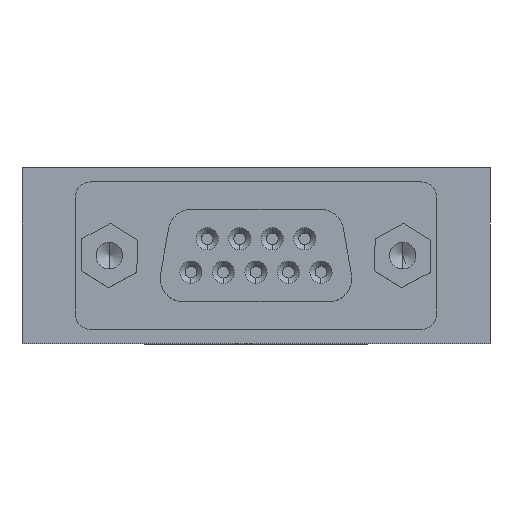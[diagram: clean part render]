
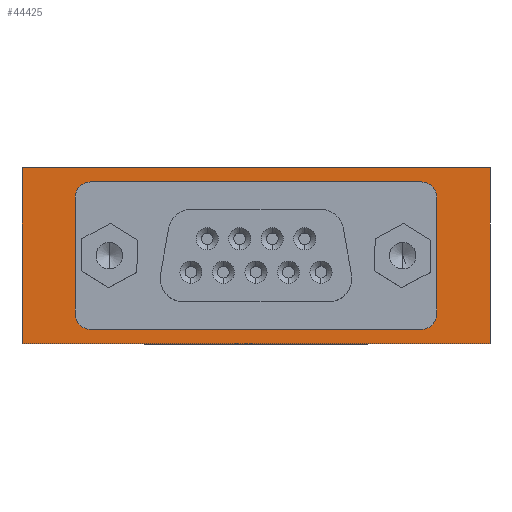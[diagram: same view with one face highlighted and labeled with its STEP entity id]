
A CAD part, top view. The second image highlights one B-rep face of the part: STEP entity #44425.
In plain terms, the highlighted planar face has unit normal (0, 0, 1).
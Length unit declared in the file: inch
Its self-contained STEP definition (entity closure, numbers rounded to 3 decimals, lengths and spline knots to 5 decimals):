
#293 = CARTESIAN_POINT ( 'NONE',  ( 0.347, 0.53, 0.7 ) ) ;
#344 = VERTEX_POINT ( 'NONE', #1011 ) ;
#617 = ORIENTED_EDGE ( 'NONE', *, *, #29224, .F. ) ;
#678 = CARTESIAN_POINT ( 'NONE',  ( 0.4475, 0.295, 0.7 ) ) ;
#728 = AXIS2_PLACEMENT_3D ( 'NONE', #6603, #43394, #17886 ) ;
#918 = DIRECTION ( 'NONE',  ( 0., 0., -1. ) ) ;
#992 = CIRCLE ( 'NONE', #32667, 0.0445 ) ;
#1011 = CARTESIAN_POINT ( 'NONE',  ( -0.4475, 0.295, 0.7 ) ) ;
#1295 = VERTEX_POINT ( 'NONE', #40332 ) ;
#2461 = DIRECTION ( 'NONE',  ( 1., 0., 0. ) ) ;
#2473 = VECTOR ( 'NONE', #35288, 39.37008 ) ;
#2827 = EDGE_CURVE ( 'NONE', #27655, #29844, #32312, .T. ) ;
#2902 = VECTOR ( 'NONE', #42483, 39.37008 ) ;
#3317 = EDGE_CURVE ( 'NONE', #18791, #21603, #10786, .T. ) ;
#3736 = CIRCLE ( 'NONE', #45394, 0.038 ) ;
#4016 = CARTESIAN_POINT ( 'NONE',  ( 0.347, 0.492, 0.7 ) ) ;
#5290 = EDGE_CURVE ( 'NONE', #45440, #19051, #12980, .T. ) ;
#5336 = VERTEX_POINT ( 'NONE', #18027 ) ;
#5843 = CARTESIAN_POINT ( 'NONE',  ( 0.785, 0.59, 0.7 ) ) ;
#5997 = CARTESIAN_POINT ( 'NONE',  ( -0.385, 0.492, 0.7 ) ) ;
#6595 = LINE ( 'NONE', #31685, #25061 ) ;
#6603 = CARTESIAN_POINT ( 'NONE',  ( 0.492, 0.295, 0.7 ) ) ;
#6624 = ORIENTED_EDGE ( 'NONE', *, *, #43527, .T. ) ;
#6993 = VERTEX_POINT ( 'NONE', #19904 ) ;
#7050 = DIRECTION ( 'NONE',  ( 0., -1., 0. ) ) ;
#7202 = EDGE_CURVE ( 'NONE', #1295, #30605, #992, .T. ) ;
#7334 = VECTOR ( 'NONE', #7050, 39.37008 ) ;
#8015 = DIRECTION ( 'NONE',  ( 0., -1., 0. ) ) ;
#8070 = DIRECTION ( 'NONE',  ( 0., 0., -1. ) ) ;
#8180 = ORIENTED_EDGE ( 'NONE', *, *, #16953, .T. ) ;
#8262 = AXIS2_PLACEMENT_3D ( 'NONE', #10383, #21060, #2461 ) ;
#8506 = LINE ( 'NONE', #29196, #7334 ) ;
#9464 = FACE_BOUND ( 'NONE', #32334, .T. ) ;
#9653 = CARTESIAN_POINT ( 'NONE',  ( -0.385, 0.06, 0.7 ) ) ;
#10127 = CARTESIAN_POINT ( 'NONE',  ( 0.385, 0.06, 0.7 ) ) ;
#10383 = CARTESIAN_POINT ( 'NONE',  ( -0.492, 0.295, 0.7 ) ) ;
#10786 = CIRCLE ( 'NONE', #33198, 0.038 ) ;
#11168 = LINE ( 'NONE', #9653, #2473 ) ;
#11318 = CARTESIAN_POINT ( 'NONE',  ( 0.492, 0.295, 0.7 ) ) ;
#11448 = CARTESIAN_POINT ( 'NONE',  ( -0.492, 0.295, 0.7 ) ) ;
#12720 = VECTOR ( 'NONE', #8015, 39.37008 ) ;
#12814 = EDGE_LOOP ( 'NONE', ( #20665, #39378 ) ) ;
#12831 = ORIENTED_EDGE ( 'NONE', *, *, #27762, .T. ) ;
#12980 = LINE ( 'NONE', #25279, #17000 ) ;
#13486 = ORIENTED_EDGE ( 'NONE', *, *, #3317, .T. ) ;
#14350 = CARTESIAN_POINT ( 'NONE',  ( -0.785, 0.59, 0.7 ) ) ;
#14418 = LINE ( 'NONE', #30888, #32892 ) ;
#14993 = DIRECTION ( 'NONE',  ( 0., 0., 1. ) ) ;
#15039 = LINE ( 'NONE', #5843, #2902 ) ;
#15719 = EDGE_LOOP ( 'NONE', ( #24262, #46480 ) ) ;
#15785 = FACE_BOUND ( 'NONE', #12814, .T. ) ;
#16083 = AXIS2_PLACEMENT_3D ( 'NONE', #25629, #36930, #44218 ) ;
#16330 = DIRECTION ( 'NONE',  ( -1., 0., 0. ) ) ;
#16434 = CARTESIAN_POINT ( 'NONE',  ( 0.785, 0.59, 0.7 ) ) ;
#16953 = EDGE_CURVE ( 'NONE', #21565, #45440, #6595, .T. ) ;
#16991 = DIRECTION ( 'NONE',  ( 0., -1., 0. ) ) ;
#17000 = VECTOR ( 'NONE', #36737, 39.37008 ) ;
#17177 = CARTESIAN_POINT ( 'NONE',  ( -0.347, 0.098, 0.7 ) ) ;
#17398 = CARTESIAN_POINT ( 'NONE',  ( -0.385, 0.098, 0.7 ) ) ;
#17596 = EDGE_LOOP ( 'NONE', ( #46231, #25164, #617, #8180 ) ) ;
#17713 = CARTESIAN_POINT ( 'NONE',  ( -0.5365, 0.295, 0.7 ) ) ;
#17886 = DIRECTION ( 'NONE',  ( 1., 0., 0. ) ) ;
#18027 = CARTESIAN_POINT ( 'NONE',  ( -0.347, 0.53, 0.7 ) ) ;
#18654 = ORIENTED_EDGE ( 'NONE', *, *, #39799, .T. ) ;
#18791 = VERTEX_POINT ( 'NONE', #293 ) ;
#18843 = ORIENTED_EDGE ( 'NONE', *, *, #20716, .F. ) ;
#19051 = VERTEX_POINT ( 'NONE', #34947 ) ;
#19067 = ORIENTED_EDGE ( 'NONE', *, *, #19140, .F. ) ;
#19140 = EDGE_CURVE ( 'NONE', #6993, #21603, #31813, .T. ) ;
#19555 = ORIENTED_EDGE ( 'NONE', *, *, #2827, .F. ) ;
#19904 = CARTESIAN_POINT ( 'NONE',  ( 0.385, 0.098, 0.7 ) ) ;
#19999 = AXIS2_PLACEMENT_3D ( 'NONE', #11448, #40966, #41134 ) ;
#20665 = ORIENTED_EDGE ( 'NONE', *, *, #7202, .F. ) ;
#20716 = EDGE_CURVE ( 'NONE', #18791, #5336, #14418, .T. ) ;
#21060 = DIRECTION ( 'NONE',  ( 0., 0., 1. ) ) ;
#21370 = CARTESIAN_POINT ( 'NONE',  ( -0.347, 0.06, 0.7 ) ) ;
#21565 = VERTEX_POINT ( 'NONE', #14350 ) ;
#21603 = VERTEX_POINT ( 'NONE', #44068 ) ;
#21752 = EDGE_CURVE ( 'NONE', #30605, #1295, #32474, .T. ) ;
#22883 = CARTESIAN_POINT ( 'NONE',  ( -0.385, 0.06, 0.7 ) ) ;
#24262 = ORIENTED_EDGE ( 'NONE', *, *, #43449, .F. ) ;
#24475 = FACE_OUTER_BOUND ( 'NONE', #17596, .T. ) ;
#24957 = DIRECTION ( 'NONE',  ( 0., 1., 0. ) ) ;
#25061 = VECTOR ( 'NONE', #16991, 39.37008 ) ;
#25164 = ORIENTED_EDGE ( 'NONE', *, *, #33392, .F. ) ;
#25279 = CARTESIAN_POINT ( 'NONE',  ( 0.785, 0., 0.7 ) ) ;
#25629 = CARTESIAN_POINT ( 'NONE',  ( 0.347, 0.098, 0.7 ) ) ;
#26033 = AXIS2_PLACEMENT_3D ( 'NONE', #40333, #36766, #43874 ) ;
#26273 = DIRECTION ( 'NONE',  ( -1., 0., 0. ) ) ;
#26863 = VERTEX_POINT ( 'NONE', #16434 ) ;
#27481 = AXIS2_PLACEMENT_3D ( 'NONE', #34178, #918, #26273 ) ;
#27655 = VERTEX_POINT ( 'NONE', #5997 ) ;
#27762 = EDGE_CURVE ( 'NONE', #6993, #32875, #40522, .T. ) ;
#28481 = DIRECTION ( 'NONE',  ( 0., 0., -1. ) ) ;
#28581 = CIRCLE ( 'NONE', #8262, 0.0445 ) ;
#29196 = CARTESIAN_POINT ( 'NONE',  ( 0.785, 0.59, 0.7 ) ) ;
#29224 = EDGE_CURVE ( 'NONE', #21565, #26863, #15039, .T. ) ;
#29844 = VERTEX_POINT ( 'NONE', #17398 ) ;
#30263 = FACE_BOUND ( 'NONE', #15719, .T. ) ;
#30605 = VERTEX_POINT ( 'NONE', #678 ) ;
#30888 = CARTESIAN_POINT ( 'NONE',  ( -0.385, 0.53, 0.7 ) ) ;
#30906 = CARTESIAN_POINT ( 'NONE',  ( 0.347, 0.06, 0.7 ) ) ;
#31685 = CARTESIAN_POINT ( 'NONE',  ( -0.785, 0.59, 0.7 ) ) ;
#31813 = LINE ( 'NONE', #10127, #42834 ) ;
#32312 = LINE ( 'NONE', #22883, #12720 ) ;
#32334 = EDGE_LOOP ( 'NONE', ( #47901, #6624, #19555, #18654, #18843, #13486, #19067, #12831 ) ) ;
#32474 = CIRCLE ( 'NONE', #728, 0.0445 ) ;
#32667 = AXIS2_PLACEMENT_3D ( 'NONE', #11318, #14993, #33551 ) ;
#32875 = VERTEX_POINT ( 'NONE', #30906 ) ;
#32892 = VECTOR ( 'NONE', #16330, 39.37008 ) ;
#33198 = AXIS2_PLACEMENT_3D ( 'NONE', #4016, #8070, #41001 ) ;
#33392 = EDGE_CURVE ( 'NONE', #26863, #19051, #8506, .T. ) ;
#33551 = DIRECTION ( 'NONE',  ( 1., 0., 0. ) ) ;
#33871 = EDGE_CURVE ( 'NONE', #36177, #344, #40234, .T. ) ;
#34178 = CARTESIAN_POINT ( 'NONE',  ( 0.785, 0.59, 0.7 ) ) ;
#34947 = CARTESIAN_POINT ( 'NONE',  ( 0.785, 0., 0.7 ) ) ;
#35164 = CARTESIAN_POINT ( 'NONE',  ( -0.785, 0., 0.7 ) ) ;
#35288 = DIRECTION ( 'NONE',  ( 1., 0., 0. ) ) ;
#36177 = VERTEX_POINT ( 'NONE', #17713 ) ;
#36737 = DIRECTION ( 'NONE',  ( 1., 0., 0. ) ) ;
#36766 = DIRECTION ( 'NONE',  ( 0., 0., -1. ) ) ;
#36930 = DIRECTION ( 'NONE',  ( 0., 0., -1. ) ) ;
#39378 = ORIENTED_EDGE ( 'NONE', *, *, #21752, .F. ) ;
#39799 = EDGE_CURVE ( 'NONE', #27655, #5336, #45542, .T. ) ;
#40234 = CIRCLE ( 'NONE', #19999, 0.0445 ) ;
#40332 = CARTESIAN_POINT ( 'NONE',  ( 0.5365, 0.295, 0.7 ) ) ;
#40333 = CARTESIAN_POINT ( 'NONE',  ( -0.347, 0.492, 0.7 ) ) ;
#40522 = CIRCLE ( 'NONE', #16083, 0.038 ) ;
#40966 = DIRECTION ( 'NONE',  ( 0., 0., 1. ) ) ;
#41001 = DIRECTION ( 'NONE',  ( -1., 0., 0. ) ) ;
#41134 = DIRECTION ( 'NONE',  ( 1., 0., 0. ) ) ;
#41307 = PLANE ( 'NONE',  #27481 ) ;
#42483 = DIRECTION ( 'NONE',  ( 1., 0., 0. ) ) ;
#42834 = VECTOR ( 'NONE', #24957, 39.37008 ) ;
#43311 = DIRECTION ( 'NONE',  ( -1., 0., 0. ) ) ;
#43394 = DIRECTION ( 'NONE',  ( 0., 0., 1. ) ) ;
#43449 = EDGE_CURVE ( 'NONE', #344, #36177, #28581, .T. ) ;
#43527 = EDGE_CURVE ( 'NONE', #47598, #29844, #3736, .T. ) ;
#43874 = DIRECTION ( 'NONE',  ( -1., 0., 0. ) ) ;
#44068 = CARTESIAN_POINT ( 'NONE',  ( 0.385, 0.492, 0.7 ) ) ;
#44218 = DIRECTION ( 'NONE',  ( -1., 0., 0. ) ) ;
#44425 = ADVANCED_FACE ( 'NONE', ( #15785, #30263, #9464, #24475 ), #41307, .F. ) ;
#44651 = EDGE_CURVE ( 'NONE', #47598, #32875, #11168, .T. ) ;
#45394 = AXIS2_PLACEMENT_3D ( 'NONE', #17177, #28481, #43311 ) ;
#45440 = VERTEX_POINT ( 'NONE', #35164 ) ;
#45542 = CIRCLE ( 'NONE', #26033, 0.038 ) ;
#46231 = ORIENTED_EDGE ( 'NONE', *, *, #5290, .T. ) ;
#46480 = ORIENTED_EDGE ( 'NONE', *, *, #33871, .F. ) ;
#47598 = VERTEX_POINT ( 'NONE', #21370 ) ;
#47901 = ORIENTED_EDGE ( 'NONE', *, *, #44651, .F. ) ;
